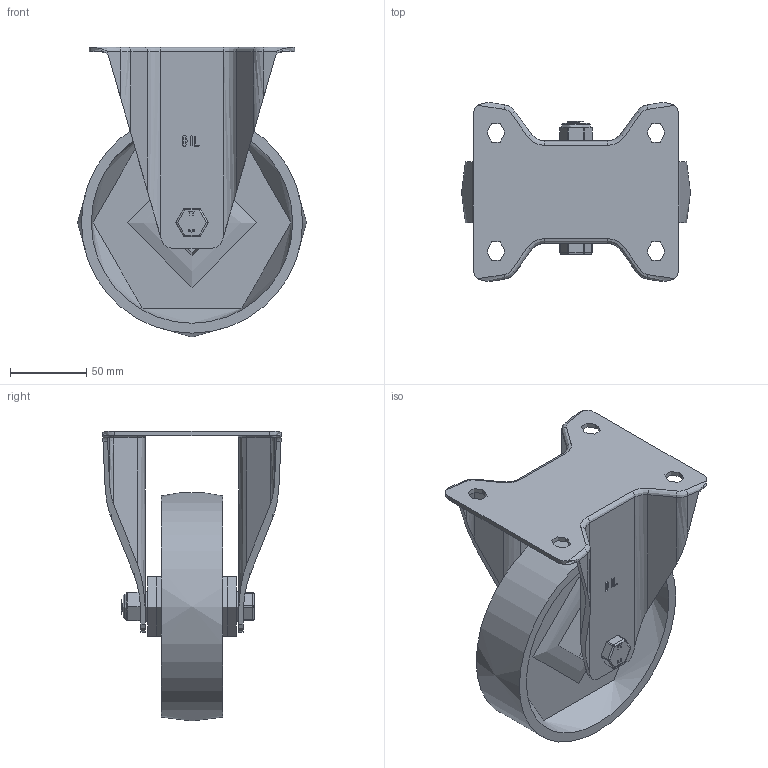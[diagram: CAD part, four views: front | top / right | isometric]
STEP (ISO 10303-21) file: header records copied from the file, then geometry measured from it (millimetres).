
FILE_DESCRIPTION(/* description */ (''),/* implementation_level */ '2;1');
FILE_NAME(/* name */ 'BZWBF150NY.step',/* time_stamp */ '2024-06-04T08:44:13+01:00',/* author */ (''),/* organization */ (''),/* preprocessor_version */ 'ST-DEVELOPER v20',/* originating_system */ 'Autodesk Translation Framework v13.14.0.145',/* authorisation */ '');
FILE_SCHEMA (('AUTOMOTIVE_DESIGN { 1 0 10303 214 3 1 1 }'));
Length unit declared in the file: millimetre
Products named in the file (14): BZWBF150NY; BZWBF160AS v1; BZWBF160AS; ZINC PLATED, PRESSED STEEL BRACKET; BZVL150WNY5 v1; WHITE NYLON WHEEL; TUBEM20X60 v1; ZINC PLATED STEEL TUBE; HEXBOLTM12X80Z8.8 v2; GRADE 8.8 ZINC PLATED BOLT; NYLOCM12Z v1; NYLOC NUT; NUT; RUBBER
Assembly tree (13 placements, depth 4):
  BZWBF150NY
    BZWBF160AS v1
      BZWBF160AS
      ZINC PLATED, PRESSED STEEL BRACKET
    BZVL150WNY5 v1
      WHITE NYLON WHEEL
    TUBEM20X60 v1
      ZINC PLATED STEEL TUBE
    HEXBOLTM12X80Z8.8 v2
      GRADE 8.8 ZINC PLATED BOLT
    NYLOCM12Z v1
      NYLOC NUT
        NUT
        RUBBER
Bounding box: 150 x 117 x 190 mm (x, y, z)
Volume: 406928.2 mm3; surface area: 157530.3 mm2
Topology: 6 solids, 6 shells, 366 faces, 911 edges, 577 vertices
Faces by surface type: cylinder 140, plane 134, bspline 51, torus 19, sphere 18, cone 4
Full cylindrical faces by diameter (mm): 9.836 x18, 11.834 x18, 12 x3, 12.2 x2, 12.5 x1, 14 x2, 18 x1, 18.5 x1, 19.9 x1, 20.5 x1, 39 x2
Entity records: 16623 total; most frequent: CARTESIAN_POINT 7825, ORIENTED_EDGE 1822, DIRECTION 1668, EDGE_CURVE 911, AXIS2_PLACEMENT_3D 606, VERTEX_POINT 577, LINE 456, VECTOR 456
